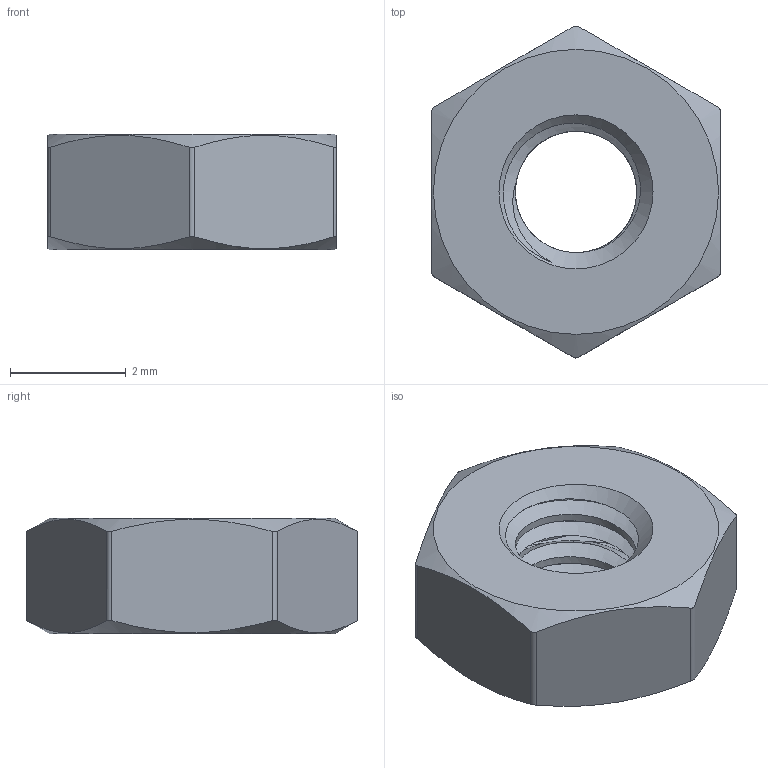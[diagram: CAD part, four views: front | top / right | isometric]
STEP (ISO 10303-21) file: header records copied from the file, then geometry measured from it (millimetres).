
FILE_DESCRIPTION(/* description */ (''),/* implementation_level */ '2;1');
FILE_NAME(/* name */ 'M2.5 Nut v2.step',/* time_stamp */ '2020-03-03T01:27:13+01:00',/* author */ (''),/* organization */ (''),/* preprocessor_version */ 'ST-DEVELOPER v18',/* originating_system */ 'Autodesk Translation Framework v8.12.0.6',/* authorisation */ '');
FILE_SCHEMA (('AUTOMOTIVE_DESIGN { 1 0 10303 214 3 1 1 }'));
Length unit declared in the file: millimetre
Products named in the file (1): M2.5 Nut
Bounding box: 5 x 5.74 x 2 mm (x, y, z)
Volume: 36.5 mm3; surface area: 90.7 mm2
Topology: 1 solids, 1 shells, 33 faces, 92 edges, 61 vertices
Faces by surface type: cylinder 19, plane 8, cone 4, bspline 2
Full cylindrical faces by diameter (mm): 2.1 x4, 2.58 x5
Entity records: 2099 total; most frequent: CARTESIAN_POINT 1306, ORIENTED_EDGE 186, DIRECTION 118, EDGE_CURVE 93, VERTEX_POINT 62, AXIS2_PLACEMENT_3D 45, B_SPLINE_CURVE_WITH_KNOTS 40, EDGE_LOOP 35
